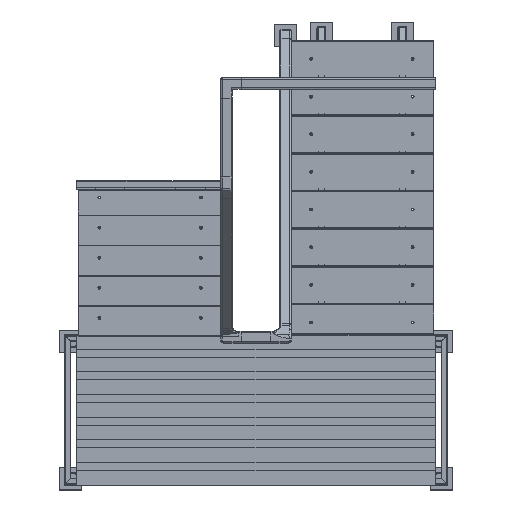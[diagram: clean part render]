
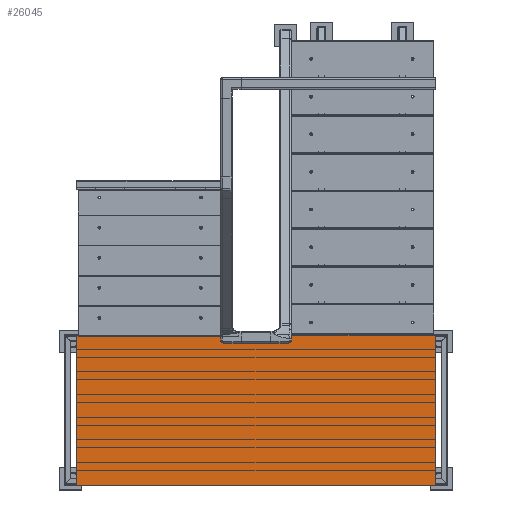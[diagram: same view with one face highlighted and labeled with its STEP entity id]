
A CAD part, top view. The second image highlights one B-rep face of the part: STEP entity #26045.
In plain terms, the highlighted planar face has unit normal (0, 0, 1).
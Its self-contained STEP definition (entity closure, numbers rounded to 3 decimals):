
#4015=LINE('',#43384,#6612);
#4037=LINE('',#43428,#6634);
#4059=LINE('',#43472,#6656);
#4062=LINE('',#43478,#6659);
#4067=LINE('',#43488,#6664);
#4072=LINE('',#43499,#6669);
#4076=LINE('',#43508,#6673);
#4079=LINE('',#43514,#6676);
#4098=LINE('',#43548,#6695);
#4099=LINE('',#43550,#6696);
#4100=LINE('',#43552,#6697);
#4102=LINE('',#43555,#6699);
#6612=VECTOR('',#35981,1000.);
#6634=VECTOR('',#36007,1000.);
#6656=VECTOR('',#36035,1000.);
#6659=VECTOR('',#36040,1000.);
#6664=VECTOR('',#36047,1000.);
#6669=VECTOR('',#36054,1000.);
#6673=VECTOR('',#36060,1000.);
#6676=VECTOR('',#36065,1000.);
#6695=VECTOR('',#36114,1000.);
#6696=VECTOR('',#36117,1000.);
#6697=VECTOR('',#36120,1000.);
#6699=VECTOR('',#36124,1000.);
#13184=ORIENTED_EDGE('',*,*,#17276,.T.);
#13185=ORIENTED_EDGE('',*,*,#17250,.F.);
#13186=ORIENTED_EDGE('',*,*,#17257,.F.);
#13187=ORIENTED_EDGE('',*,*,#17254,.F.);
#13188=ORIENTED_EDGE('',*,*,#17277,.T.);
#13189=ORIENTED_EDGE('',*,*,#17193,.T.);
#13190=ORIENTED_EDGE('',*,*,#17280,.T.);
#13191=ORIENTED_EDGE('',*,*,#17215,.T.);
#13192=ORIENTED_EDGE('',*,*,#17278,.T.);
#13193=ORIENTED_EDGE('',*,*,#17245,.F.);
#13194=ORIENTED_EDGE('',*,*,#17240,.F.);
#13195=ORIENTED_EDGE('',*,*,#17237,.F.);
#17193=EDGE_CURVE('',#19780,#19779,#4015,.T.);
#17215=EDGE_CURVE('',#19800,#19799,#4037,.T.);
#17237=EDGE_CURVE('',#19818,#19819,#4059,.T.);
#17240=EDGE_CURVE('',#19819,#19821,#4062,.T.);
#17245=EDGE_CURVE('',#19821,#19825,#4067,.T.);
#17250=EDGE_CURVE('',#19829,#19830,#4072,.T.);
#17254=EDGE_CURVE('',#19833,#19834,#4076,.T.);
#17257=EDGE_CURVE('',#19834,#19829,#4079,.T.);
#17276=EDGE_CURVE('',#19818,#19830,#4098,.T.);
#17277=EDGE_CURVE('',#19833,#19780,#4099,.T.);
#17278=EDGE_CURVE('',#19799,#19825,#4100,.T.);
#17280=EDGE_CURVE('',#19779,#19800,#4102,.T.);
#19779=VERTEX_POINT('',#43383);
#19780=VERTEX_POINT('',#43385);
#19799=VERTEX_POINT('',#43427);
#19800=VERTEX_POINT('',#43429);
#19818=VERTEX_POINT('',#43471);
#19819=VERTEX_POINT('',#43473);
#19821=VERTEX_POINT('',#43479);
#19825=VERTEX_POINT('',#43489);
#19829=VERTEX_POINT('',#43498);
#19830=VERTEX_POINT('',#43500);
#19833=VERTEX_POINT('',#43507);
#19834=VERTEX_POINT('',#43509);
#22241=EDGE_LOOP('',(#13184,#13185,#13186,#13187,#13188,#13189,#13190,#13191,
#13192,#13193,#13194,#13195));
#23863=FACE_BOUND('',#22241,.T.);
#24773=PLANE('',#29200);
#26045=ADVANCED_FACE('',(#23863),#24773,.T.);
#29200=AXIS2_PLACEMENT_3D('',#43556,#36125,#36126);
#35981=DIRECTION('',(0.,-1.,0.));
#36007=DIRECTION('',(0.,1.,0.));
#36035=DIRECTION('',(0.,-1.,0.));
#36040=DIRECTION('',(1.,0.,0.));
#36047=DIRECTION('',(0.,1.,0.));
#36054=DIRECTION('',(0.,1.,0.));
#36060=DIRECTION('',(0.,-1.,0.));
#36065=DIRECTION('',(1.,0.,0.));
#36114=DIRECTION('',(-1.,0.,0.));
#36117=DIRECTION('',(-1.,0.,0.));
#36120=DIRECTION('',(-1.,0.,0.));
#36124=DIRECTION('',(1.,0.,0.));
#36125=DIRECTION('',(0.,0.,1.));
#36126=DIRECTION('',(0.,1.,0.));
#43383=CARTESIAN_POINT('',(0.,0.,2153.));
#43384=CARTESIAN_POINT('',(0.,1019.,2153.));
#43385=CARTESIAN_POINT('',(0.,1019.,2153.));
#43427=CARTESIAN_POINT('',(2440.,1019.,2153.));
#43428=CARTESIAN_POINT('',(2440.,0.,2153.));
#43429=CARTESIAN_POINT('',(2440.,0.,2153.));
#43471=CARTESIAN_POINT('',(1397.,1019.,2153.));
#43472=CARTESIAN_POINT('',(1397.,1019.,2153.));
#43473=CARTESIAN_POINT('',(1397.,981.,2153.));
#43478=CARTESIAN_POINT('',(1397.,981.,2153.));
#43479=CARTESIAN_POINT('',(1443.,981.,2153.));
#43488=CARTESIAN_POINT('',(1443.,981.,2153.));
#43489=CARTESIAN_POINT('',(1443.,1019.,2153.));
#43498=CARTESIAN_POINT('',(1043.,981.,2153.));
#43499=CARTESIAN_POINT('',(1043.,981.,2153.));
#43500=CARTESIAN_POINT('',(1043.,1019.,2153.));
#43507=CARTESIAN_POINT('',(997.,1019.,2153.));
#43508=CARTESIAN_POINT('',(997.,1019.,2153.));
#43509=CARTESIAN_POINT('',(997.,981.,2153.));
#43514=CARTESIAN_POINT('',(997.,981.,2153.));
#43548=CARTESIAN_POINT('',(1397.,1019.,2153.));
#43550=CARTESIAN_POINT('',(997.,1019.,2153.));
#43552=CARTESIAN_POINT('',(2440.,1019.,2153.));
#43555=CARTESIAN_POINT('',(0.,0.,2153.));
#43556=CARTESIAN_POINT('',(2440.,1024.,2153.));
